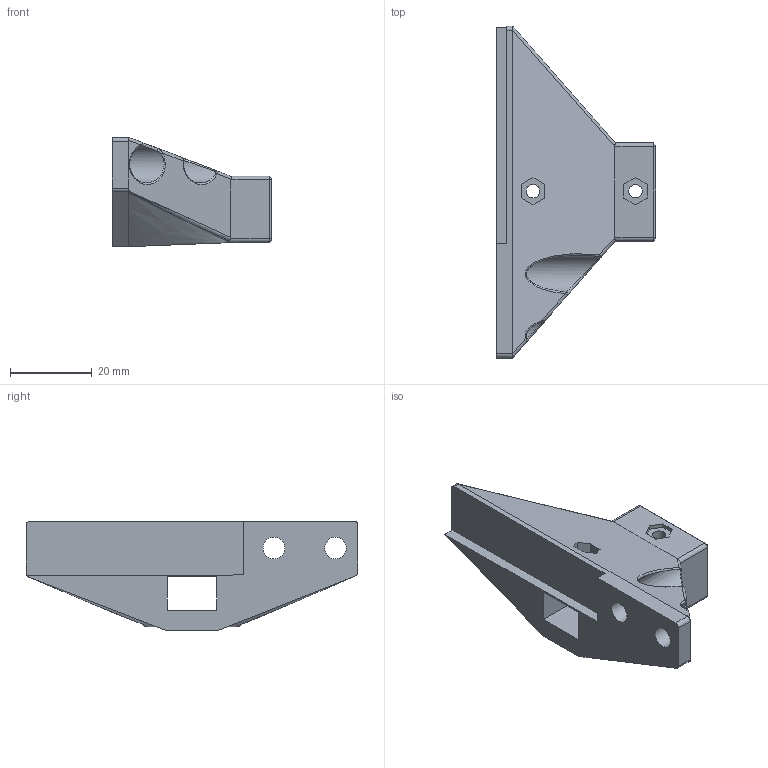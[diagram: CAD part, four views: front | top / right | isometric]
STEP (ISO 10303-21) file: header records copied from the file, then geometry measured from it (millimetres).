
FILE_DESCRIPTION(/* description */ (''),/* implementation_level */ '2;1');
FILE_NAME(/* name */ 'OSSM Load cell v4.step',/* time_stamp */ '2021-08-09T09:22:00-04:00',/* author */ (''),/* organization */ (''),/* preprocessor_version */ 'ST-DEVELOPER v18.1',/* originating_system */ 'Autodesk Translation Framework v10.9.0.1377',/* authorisation */ '');
FILE_SCHEMA (('AUTOMOTIVE_DESIGN { 1 0 10303 214 3 1 1 }'));
Length unit declared in the file: millimetre
Products named in the file (3): OSSM Load cell; Rail; Rear support
Assembly tree (2 placements, depth 2):
  OSSM Load cell
    Rail
    Rear support
Bounding box: 39 x 81 x 26.7 mm (x, y, z)
Volume: 27907.7 mm3; surface area: 9592.2 mm2
Topology: 1 solids, 1 shells, 83 faces, 217 edges, 140 vertices
Faces by surface type: plane 45, cylinder 22, bspline 12, cone 4
Full cylindrical faces by diameter (mm): 3.3 x4, 5.3 x2, 6.5 x2, 9.2 x1
Entity records: 3380 total; most frequent: CARTESIAN_POINT 1272, ORIENTED_EDGE 434, DIRECTION 403, EDGE_CURVE 217, VERTEX_POINT 140, AXIS2_PLACEMENT_3D 135, LINE 133, VECTOR 133
